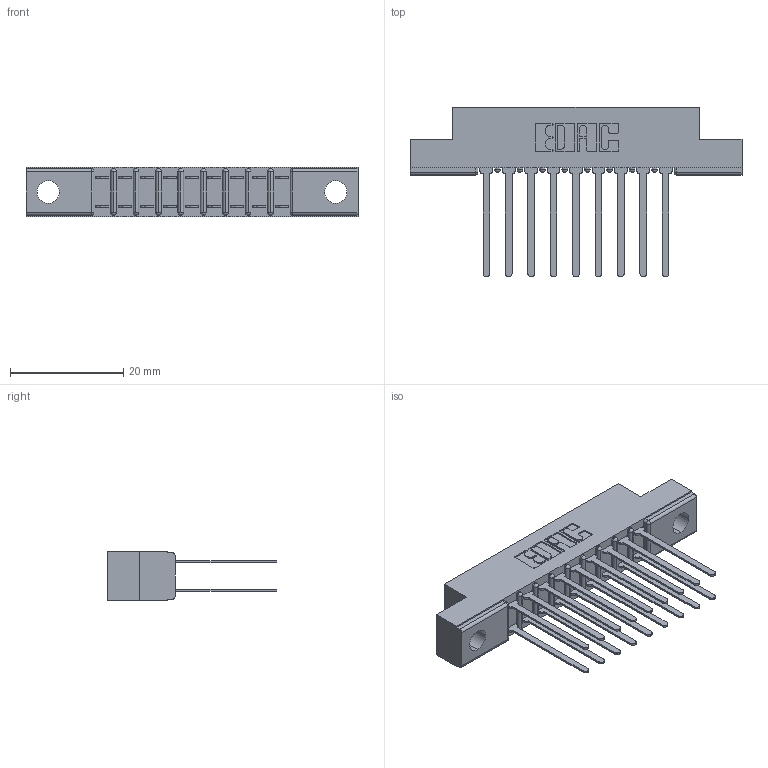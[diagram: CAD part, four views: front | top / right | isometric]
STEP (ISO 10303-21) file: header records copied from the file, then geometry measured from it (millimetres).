
FILE_DESCRIPTION (( 'STEP AP203' ), '1' );
FILE_NAME ('307-018-540-204.STEP', '2019-09-05T19:57:11', ( '' ), ( '' ), 'SwSTEP 2.0', 'SolidWorks 2016', '' );
FILE_SCHEMA (( 'CONFIG_CONTROL_DESIGN' ));
Length unit declared in the file: inch
Products named in the file (3): 307-018-540-204; 307-290-001_540; 307 Part_.156 Dia Mounting Holes
Assembly tree (19 placements, depth 2):
  307-018-540-204
    307 Part_.156 Dia Mounting Holes
    307-290-001_540  x18
Bounding box: 58.67 x 30 x 8.71 mm (x, y, z)
Volume: 3833.9 mm3; surface area: 6555.7 mm2
Topology: 19 solids, 19 shells, 970 faces, 2699 edges, 1746 vertices
Faces by surface type: plane 642, cylinder 308, sphere 20
Entity records: 12458 total; most frequent: CARTESIAN_POINT 2051, ORIENTED_EDGE 2026, DIRECTION 2015, EDGE_CURVE 1013, VECTOR 771, LINE 771, VERTEX_POINT 658, AXIS2_PLACEMENT_3D 622
